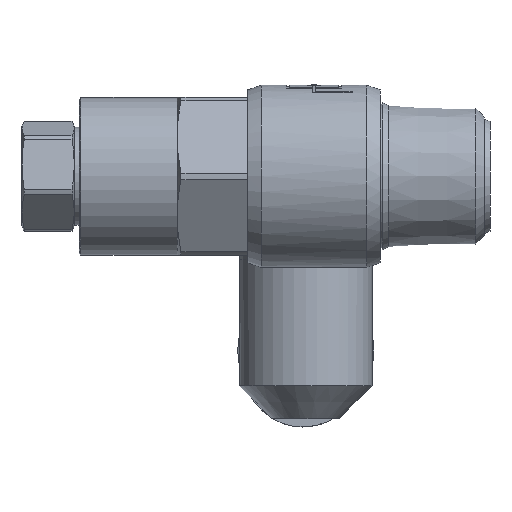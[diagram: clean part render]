
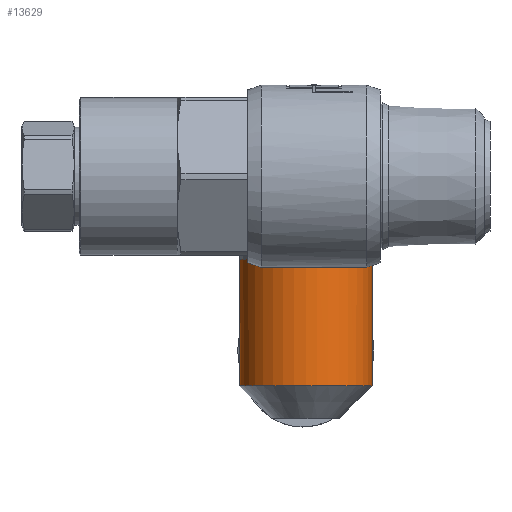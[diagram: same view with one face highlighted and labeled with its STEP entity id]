
A CAD part, left-side view. The second image highlights one B-rep face of the part: STEP entity #13629.
In plain terms, the highlighted cylindrical face has radius 8 mm (diameter 16 mm), a full revolution.
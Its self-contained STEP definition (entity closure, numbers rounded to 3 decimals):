
#13476=CARTESIAN_POINT('',(3.85,4.25,-7.013));
#13477=VERTEX_POINT('',#13476);
#13497=CARTESIAN_POINT('',(3.85,4.25,7.013));
#13498=VERTEX_POINT('',#13497);
#13499=CARTESIAN_POINT('',(0.0,4.25,0.0));
#13500=DIRECTION('',(0.0,-1.0,0.0));
#13501=DIRECTION('',(-1.0,0.0,0.0));
#13502=AXIS2_PLACEMENT_3D('',#13499,#13500,#13501);
#13503=CIRCLE('',#13502,8.0);
#13504=EDGE_CURVE('',#13498,#13477,#13503,.T.);
#13539=CARTESIAN_POINT('',(0.0,-3.375,0.0));
#13540=DIRECTION('',(0.0,-1.0,0.0));
#13541=DIRECTION('',(-1.0,0.0,0.0));
#13542=AXIS2_PLACEMENT_3D('',#13539,#13540,#13541);
#13543=CYLINDRICAL_SURFACE('',#13542,8.0);
#13544=CARTESIAN_POINT('',(-8.0,-11.0,0.0));
#13545=VERTEX_POINT('',#13544);
#13546=CARTESIAN_POINT('',(0.0,-11.0,0.0));
#13547=DIRECTION('',(0.0,-1.0,0.0));
#13548=DIRECTION('',(-1.0,0.0,0.0));
#13549=AXIS2_PLACEMENT_3D('',#13546,#13547,#13548);
#13550=CIRCLE('',#13549,8.0);
#13551=EDGE_CURVE('',#13545,#13545,#13550,.T.);
#13552=ORIENTED_EDGE('',*,*,#13551,.F.);
#13553=EDGE_LOOP('',(#13552));
#13554=FACE_OUTER_BOUND('',#13553,.T.);
#13555=CARTESIAN_POINT('',(1.542,2.37,7.85));
#13556=VERTEX_POINT('',#13555);
#13557=CARTESIAN_POINT('',(3.85,4.25,7.013));
#13558=CARTESIAN_POINT('',(3.581,4.006,7.16));
#13559=CARTESIAN_POINT('',(3.307,3.763,7.29));
#13560=CARTESIAN_POINT('',(2.563,3.123,7.595));
#13561=CARTESIAN_POINT('',(2.097,2.74,7.736));
#13562=CARTESIAN_POINT('',(1.591,2.402,7.84));
#13563=CARTESIAN_POINT('',(1.566,2.386,7.845));
#13564=CARTESIAN_POINT('',(1.542,2.37,7.85));
#13565=B_SPLINE_CURVE_WITH_KNOTS('',3,(#13557,#13558,#13559,#13560,#13561,#13562,#13563,#13564),.UNSPECIFIED.,.F.,.U.,(4,2,2,4),(2.384,2.5,2.697,2.707),.UNSPECIFIED.);
#13566=EDGE_CURVE('',#13498,#13556,#13565,.T.);
#13567=ORIENTED_EDGE('',*,*,#13566,.F.);
#13568=ORIENTED_EDGE('',*,*,#13504,.T.);
#13569=CARTESIAN_POINT('',(1.542,2.37,-7.85));
#13570=VERTEX_POINT('',#13569);
#13571=CARTESIAN_POINT('',(1.542,2.37,-7.85));
#13572=CARTESIAN_POINT('',(1.566,2.386,-7.845));
#13573=CARTESIAN_POINT('',(1.591,2.402,-7.84));
#13574=CARTESIAN_POINT('',(2.097,2.74,-7.736));
#13575=CARTESIAN_POINT('',(2.563,3.123,-7.595));
#13576=CARTESIAN_POINT('',(3.307,3.763,-7.29));
#13577=CARTESIAN_POINT('',(3.581,4.006,-7.16));
#13578=CARTESIAN_POINT('',(3.85,4.25,-7.013));
#13579=B_SPLINE_CURVE_WITH_KNOTS('',3,(#13571,#13572,#13573,#13574,#13575,#13576,#13577,#13578),.UNSPECIFIED.,.F.,.U.,(4,2,2,4),(0.187,0.197,0.394,0.511),.UNSPECIFIED.);
#13580=EDGE_CURVE('',#13570,#13477,#13579,.T.);
#13581=ORIENTED_EDGE('',*,*,#13580,.F.);
#13582=CARTESIAN_POINT('',(1.542,-2.37,-7.85));
#13583=VERTEX_POINT('',#13582);
#13584=CARTESIAN_POINT('',(1.542,-2.37,-7.85));
#13585=DIRECTION('',(0.0,1.0,0.0));
#13586=VECTOR('',#13585,4.74);
#13587=LINE('',#13584,#13586);
#13588=EDGE_CURVE('',#13583,#13570,#13587,.T.);
#13589=ORIENTED_EDGE('',*,*,#13588,.F.);
#13590=CARTESIAN_POINT('',(1.542,-2.37,7.85));
#13591=VERTEX_POINT('',#13590);
#13592=CARTESIAN_POINT('',(1.542,-2.37,7.85));
#13593=CARTESIAN_POINT('',(1.566,-2.386,7.845));
#13594=CARTESIAN_POINT('',(1.591,-2.402,7.84));
#13595=CARTESIAN_POINT('',(2.097,-2.74,7.736));
#13596=CARTESIAN_POINT('',(2.563,-3.123,7.595));
#13597=CARTESIAN_POINT('',(3.969,-4.331,7.02));
#13598=CARTESIAN_POINT('',(4.886,-5.202,6.428));
#13599=CARTESIAN_POINT('',(6.3,-6.549,5.014));
#13600=CARTESIAN_POINT('',(6.911,-7.14,4.169));
#13601=CARTESIAN_POINT('',(7.549,-7.76,2.701));
#13602=CARTESIAN_POINT('',(7.717,-7.924,2.179));
#13603=CARTESIAN_POINT('',(7.943,-8.144,1.102));
#13604=CARTESIAN_POINT('',(8.0,-8.2,0.548));
#13605=CARTESIAN_POINT('',(8.0,-8.2,-0.548));
#13606=CARTESIAN_POINT('',(7.943,-8.144,-1.102));
#13607=CARTESIAN_POINT('',(7.717,-7.924,-2.179));
#13608=CARTESIAN_POINT('',(7.549,-7.76,-2.701));
#13609=CARTESIAN_POINT('',(6.911,-7.14,-4.169));
#13610=CARTESIAN_POINT('',(6.3,-6.549,-5.014));
#13611=CARTESIAN_POINT('',(4.886,-5.202,-6.428));
#13612=CARTESIAN_POINT('',(3.969,-4.331,-7.02));
#13613=CARTESIAN_POINT('',(2.563,-3.123,-7.595));
#13614=CARTESIAN_POINT('',(2.097,-2.74,-7.736));
#13615=CARTESIAN_POINT('',(1.591,-2.402,-7.84));
#13616=CARTESIAN_POINT('',(1.566,-2.386,-7.845));
#13617=CARTESIAN_POINT('',(1.542,-2.37,-7.85));
#13618=B_SPLINE_CURVE_WITH_KNOTS('',3,(#13592,#13593,#13594,#13595,#13596,#13597,#13598,#13599,#13600,#13601,#13602,#13603,#13604,#13605,#13606,#13607,#13608,#13609,#13610,#13611,#13612,#13613,#13614,#13615,#13616,#13617),.UNSPECIFIED.,.F.,.U.,(4,2,2,2,2,2,2,2,2,2,2,2,4),(-2.707,-2.697,-2.5,-2.105,-1.776,-1.612,-1.447,-1.283,-1.118,-0.789,-0.394,-0.197,-0.187),.UNSPECIFIED.);
#13619=EDGE_CURVE('',#13591,#13583,#13618,.T.);
#13620=ORIENTED_EDGE('',*,*,#13619,.F.);
#13621=CARTESIAN_POINT('',(1.542,2.37,7.85));
#13622=DIRECTION('',(0.0,-1.0,0.0));
#13623=VECTOR('',#13622,4.74);
#13624=LINE('',#13621,#13623);
#13625=EDGE_CURVE('',#13556,#13591,#13624,.T.);
#13626=ORIENTED_EDGE('',*,*,#13625,.F.);
#13627=EDGE_LOOP('',(#13567,#13568,#13581,#13589,#13620,#13626));
#13628=FACE_BOUND('',#13627,.T.);
#13629=ADVANCED_FACE('',(#13554,#13628),#13543,.T.);
